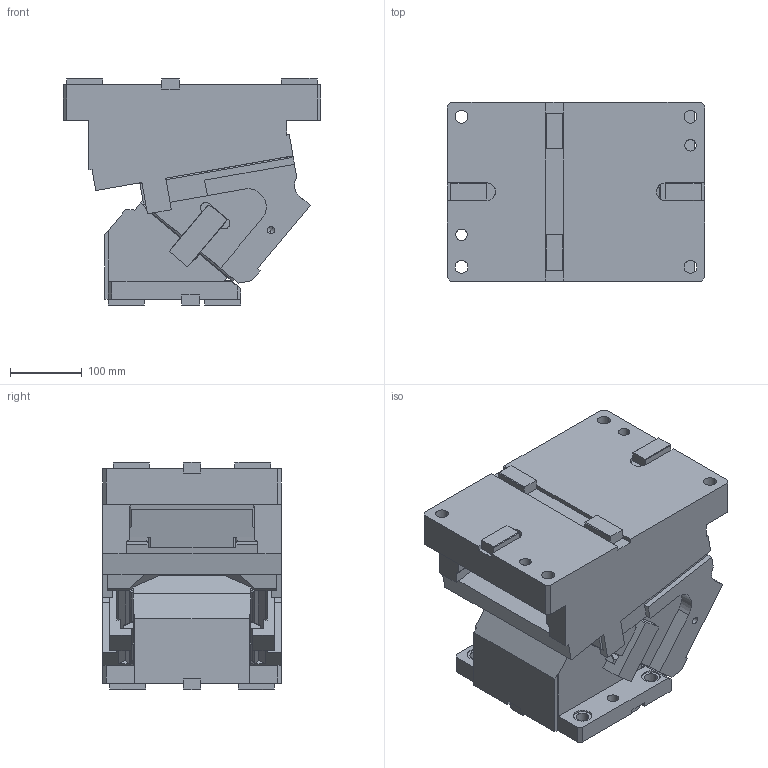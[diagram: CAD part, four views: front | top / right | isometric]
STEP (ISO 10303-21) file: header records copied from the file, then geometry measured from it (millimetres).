
FILE_DESCRIPTION(('CATIA V5 STEP Exchange'),'2;1');
FILE_NAME('CACV_250_40.stp','2015-04-24T14:15:23+00:00',('none'),('none'),'CATIA Version 5 Release 19 SP 2 (IN-10)','CATIA V5 STEP AP203','none');
FILE_SCHEMA(('CONFIG_CONTROL_DESIGN'));
Length unit declared in the file: millimetre
Products named in the file (1): CACV_250_40
Bounding box: 360 x 250 x 318 mm (x, y, z)
Volume: 15613190 mm3; surface area: 973680.9 mm2
Topology: 3 solids, 8 shells, 605 faces, 1766 edges, 1152 vertices
Faces by surface type: plane 410, cylinder 159, cone 18, bspline 12, torus 6
Entity records: 20262 total; most frequent: CARTESIAN_POINT 5068, ORIENTED_EDGE 3440, DIRECTION 2619, EDGE_CURVE 1720, VECTOR 1360, LINE 1360, VERTEX_POINT 1140, AXIS2_PLACEMENT_3D 736
